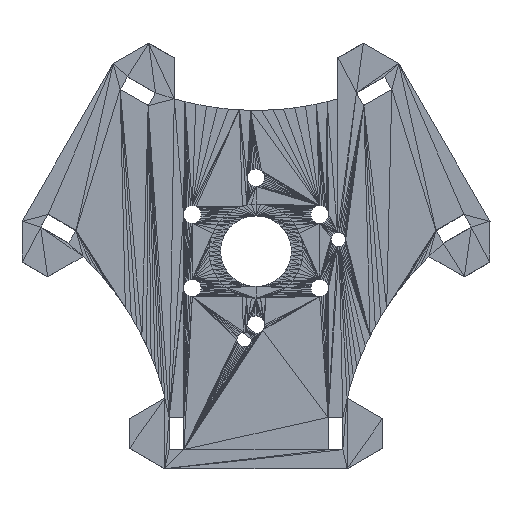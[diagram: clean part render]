
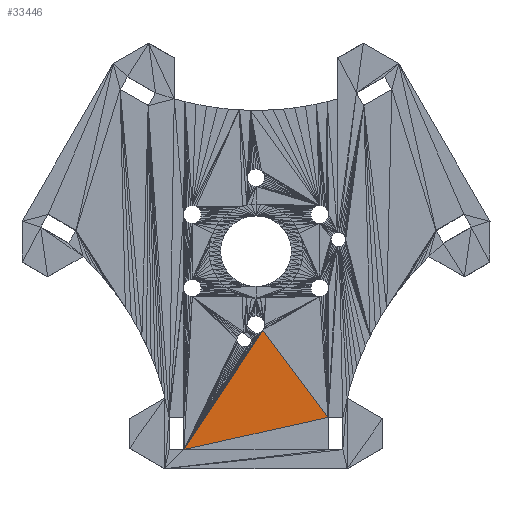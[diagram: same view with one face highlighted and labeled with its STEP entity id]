
A CAD part, top view. The second image highlights one B-rep face of the part: STEP entity #33446.
In plain terms, the highlighted planar face has unit normal (0, 0, 1).
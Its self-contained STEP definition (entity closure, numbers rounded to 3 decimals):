
#1946 = ORIENTED_EDGE ( 'NONE', *, *, #10920, .T. ) ;
#5833 = EDGE_CURVE ( 'NONE', #30165, #17368, #48937, .T. ) ;
#6955 = LINE ( 'NONE', #48259, #18418 ) ;
#10920 = EDGE_CURVE ( 'NONE', #30165, #21163, #48532, .T. ) ;
#13074 = VECTOR ( 'NONE', #36021, 1000. ) ;
#13760 = CARTESIAN_POINT ( 'NONE',  ( 12.264, 8.75, 8. ) ) ;
#14019 = VECTOR ( 'NONE', #22489, 1000. ) ;
#16385 = CARTESIAN_POINT ( 'NONE',  ( -12.265, 3.25, 8. ) ) ;
#17368 = VERTEX_POINT ( 'NONE', #16385 ) ;
#17762 = DIRECTION ( 'NONE',  ( -1., 0., 0. ) ) ;
#18418 = VECTOR ( 'NONE', #22385, 1000. ) ;
#18646 = CARTESIAN_POINT ( 'NONE',  ( 12.264, 8.75, 8. ) ) ;
#19313 = CARTESIAN_POINT ( 'NONE',  ( 1.173, 23.566, 8. ) ) ;
#21163 = VERTEX_POINT ( 'NONE', #19313 ) ;
#22385 = DIRECTION ( 'NONE',  ( -0.552, -0.834, 0. ) ) ;
#22489 = DIRECTION ( 'NONE',  ( -0.599, 0.801, 0. ) ) ;
#27635 = CARTESIAN_POINT ( 'NONE',  ( 12.264, 8.75, 8. ) ) ;
#28644 = ORIENTED_EDGE ( 'NONE', *, *, #5833, .F. ) ;
#30015 = ORIENTED_EDGE ( 'NONE', *, *, #30447, .T. ) ;
#30165 = VERTEX_POINT ( 'NONE', #27635 ) ;
#30447 = EDGE_CURVE ( 'NONE', #21163, #17368, #6955, .T. ) ;
#30610 = CARTESIAN_POINT ( 'NONE',  ( 0., 0., 8. ) ) ;
#33446 = ADVANCED_FACE ( 'NONE', ( #49706 ), #39309, .F. ) ;
#36021 = DIRECTION ( 'NONE',  ( -0.976, -0.219, 0. ) ) ;
#36836 = EDGE_LOOP ( 'NONE', ( #30015, #28644, #1946 ) ) ;
#39309 = PLANE ( 'NONE',  #45516 ) ;
#43665 = DIRECTION ( 'NONE',  ( 0., 0., -1. ) ) ;
#45516 = AXIS2_PLACEMENT_3D ( 'NONE', #30610, #43665, #17762 ) ;
#48259 = CARTESIAN_POINT ( 'NONE',  ( 1.173, 23.566, 8. ) ) ;
#48532 = LINE ( 'NONE', #13760, #14019 ) ;
#48937 = LINE ( 'NONE', #18646, #13074 ) ;
#49706 = FACE_OUTER_BOUND ( 'NONE', #36836, .T. ) ;
